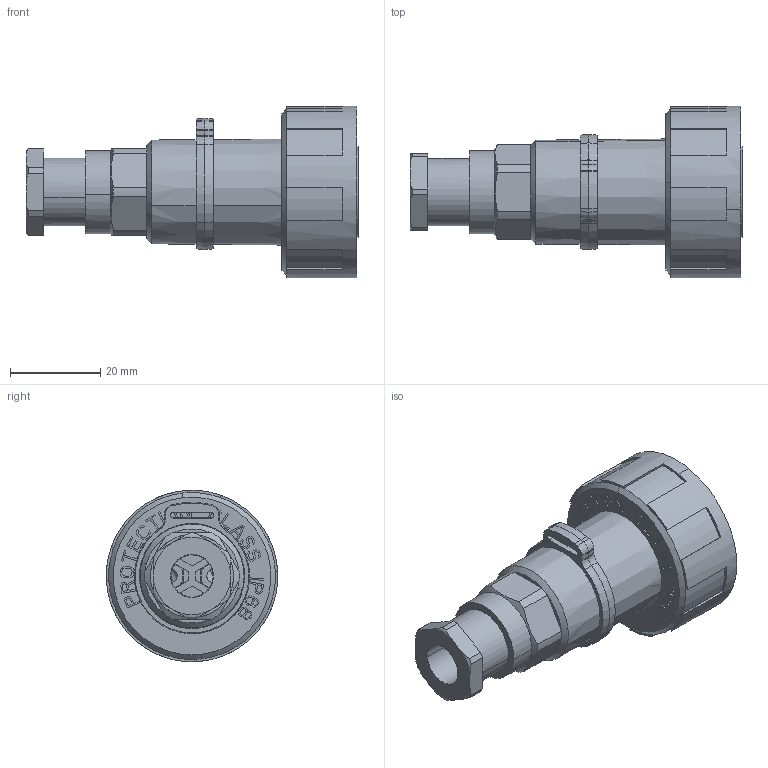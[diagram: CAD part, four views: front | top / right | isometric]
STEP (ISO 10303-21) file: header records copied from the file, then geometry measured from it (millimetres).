
FILE_DESCRIPTION(('STEP AP242'),'1');
FILE_NAME('px0736-p-xx-xxx.stp','2023-11-22T22:01:39',('TraceParts'),('TraceParts S.A.'),'Spatial InterOp 3D',' ',' ');
FILE_SCHEMA(('AP242_MANAGED_MODEL_BASED_3D_ENGINEERING_MIM_LF {1 0 10303 442 1 1 4}'));
Length unit declared in the file: millimetre
Products named in the file (1): px0736-p-xx-xxx_1
Bounding box: 73.5 x 37.96 x 37.96 mm (x, y, z)
Volume: 20228.3 mm3; surface area: 20198.5 mm2
Topology: 2 solids, 2 shells, 943 faces, 2732 edges, 1830 vertices
Faces by surface type: plane 744, cylinder 100, cone 70, bspline 29
Entity records: 54456 total; most frequent: CARTESIAN_POINT 20486, ORIENTED_EDGE 5456, DIRECTION 4697, EDGE_CURVE 2728, LINE 2113, VECTOR 2113, VERTEX_POINT 1830, PRESENTATION_STYLE_ASSIGNMENT 1544
